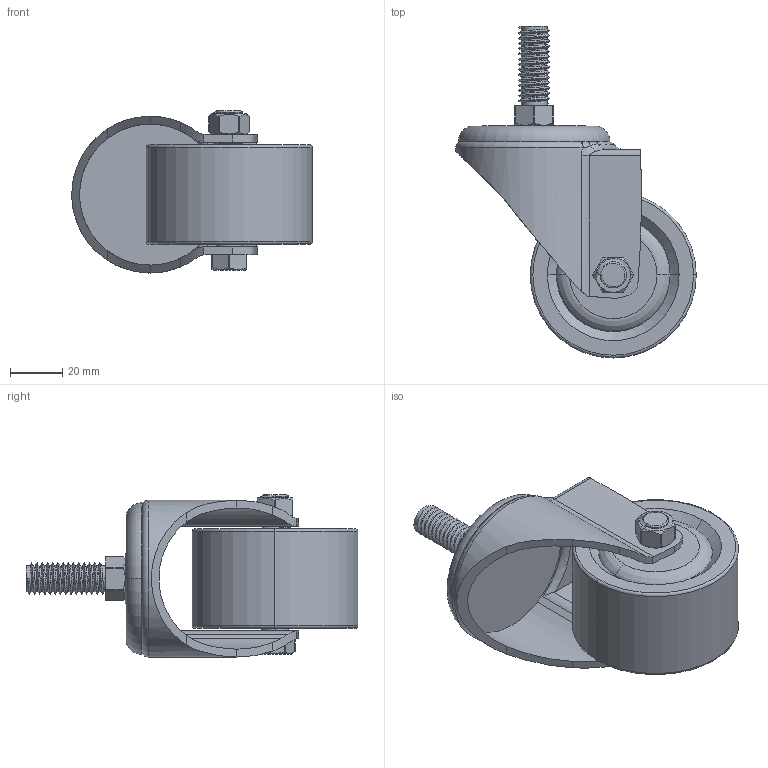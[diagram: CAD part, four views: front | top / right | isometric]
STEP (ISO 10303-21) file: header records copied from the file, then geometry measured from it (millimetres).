
FILE_DESCRIPTION((''),'2;1');
FILE_NAME('2DDIAN5CUN-DZX-LG_ASM','2021-03-25T',('MAYANYAN'),(''),'PRO/ENGINEER BY PARAMETRIC TECHNOLOGY CORPORATION, 2013240','PRO/ENGINEER BY PARAMETRIC TECHNOLOGY CORPORATION, 2013240','');
FILE_SCHEMA(('CONFIG_CONTROL_DESIGN'));
Length unit declared in the file: millimetre
Products named in the file (7): 2DIAN5-DIBAN; 2DIAN5CUN-ZTBAN-DIZX; LUNZI-63O5X38; LUODING-61; LUOMAO-15; LUODING-38X17; 2DDIAN5CUN-DZX-LG_ASM
Assembly tree (6 placements, depth 2):
  2DDIAN5CUN-DZX-LG_ASM
    2DIAN5-DIBAN
    2DIAN5CUN-ZTBAN-DIZX
    LUNZI-63O5X38
    LUODING-61
    LUOMAO-15
    LUODING-38X17
Bounding box: 92 x 127 x 62 mm (x, y, z)
Volume: 166017 mm3; surface area: 46427.9 mm2
Topology: 6 solids, 6 shells, 231 faces, 606 edges, 392 vertices
Faces by surface type: cylinder 114, plane 48, bspline 34, torus 19, extrusion 8, cone 8
Entity records: 14317 total; most frequent: CARTESIAN_POINT 9004, ORIENTED_EDGE 1212, DIRECTION 867, EDGE_CURVE 606, VERTEX_POINT 392, AXIS2_PLACEMENT_3D 327, B_SPLINE_CURVE_WITH_KNOTS 284, EDGE_LOOP 244
